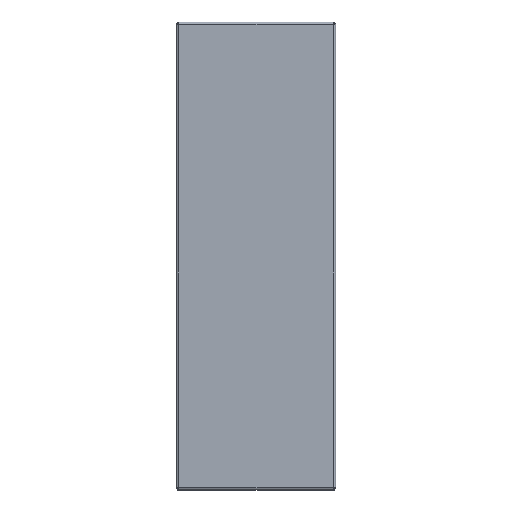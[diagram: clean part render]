
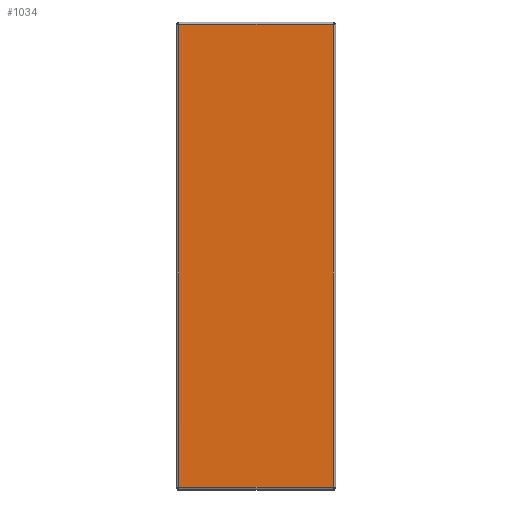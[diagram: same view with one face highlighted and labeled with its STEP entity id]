
A CAD part, top view. The second image highlights one B-rep face of the part: STEP entity #1034.
In plain terms, the highlighted planar face has unit normal (0, 0, 1).
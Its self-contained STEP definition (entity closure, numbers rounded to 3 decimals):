
#100=FACE_OUTER_BOUND($,#160,.T.);
#160=EDGE_LOOP($,(#786,#787,#788,#789));
#203=LINE($,#1393,#315);
#218=LINE($,#1492,#330);
#232=LINE($,#1590,#344);
#246=LINE($,#1687,#358);
#315=VECTOR($,#1139,98.8);
#330=VECTOR($,#1168,295.8);
#344=VECTOR($,#1196,295.8);
#358=VECTOR($,#1224,98.8);
#428=VERTEX_POINT($,#1384);
#429=VERTEX_POINT($,#1392);
#438=VERTEX_POINT($,#1484);
#447=VERTEX_POINT($,#1589);
#508=EDGE_CURVE($,#429,#428,#203,.T.);
#527=EDGE_CURVE($,#428,#438,#218,.T.);
#545=EDGE_CURVE($,#447,#429,#232,.T.);
#563=EDGE_CURVE($,#438,#447,#246,.T.);
#786=ORIENTED_EDGE($,*,*,#508,.T.);
#787=ORIENTED_EDGE($,*,*,#527,.T.);
#788=ORIENTED_EDGE($,*,*,#563,.T.);
#789=ORIENTED_EDGE($,*,*,#545,.T.);
#919=PLANE($,#1087);
#1034=ADVANCED_FACE($,(#100),#919,.T.);
#1087=AXIS2_PLACEMENT_3D($,#1772,#1248,#1249);
#1139=DIRECTION($,(1.,0.,0.));
#1168=DIRECTION($,(0.,1.,0.));
#1196=DIRECTION($,(0.,-1.,0.));
#1224=DIRECTION($,(-1.,0.,0.));
#1248=DIRECTION('center_axis',(0.,0.,1.));
#1249=DIRECTION('ref_axis',(0.,-1.,0.));
#1384=CARTESIAN_POINT('',(49.4,-147.9,21.3));
#1392=CARTESIAN_POINT('',(-49.4,-147.9,21.3));
#1393=CARTESIAN_POINT($,(-24.7,-147.9,21.3));
#1484=CARTESIAN_POINT('',(49.4,147.9,21.3));
#1492=CARTESIAN_POINT($,(49.4,-73.95,21.3));
#1589=CARTESIAN_POINT('',(-49.4,147.9,21.3));
#1590=CARTESIAN_POINT($,(-49.4,73.95,21.3));
#1687=CARTESIAN_POINT($,(24.7,147.9,21.3));
#1772=CARTESIAN_POINT('Origin',(0.,0.,
21.3));
